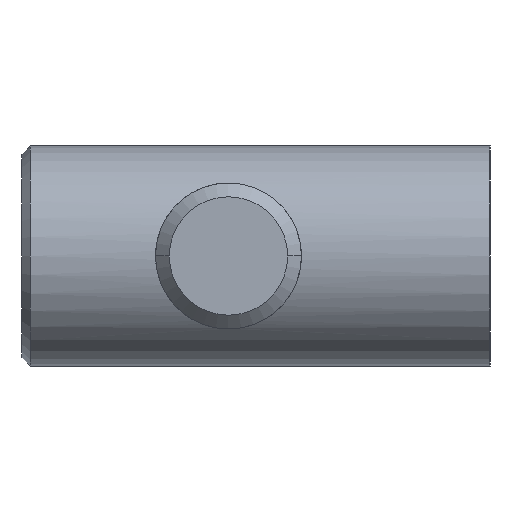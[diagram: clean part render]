
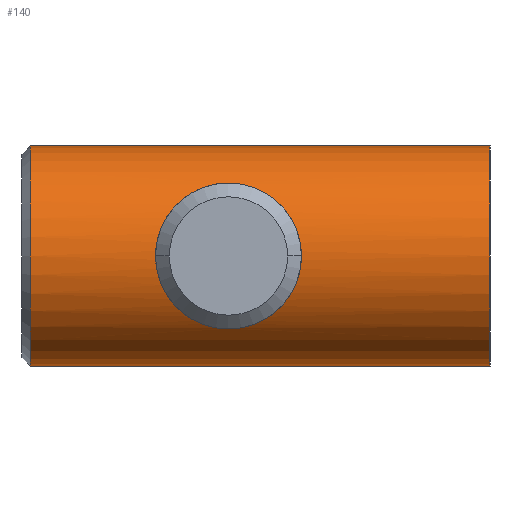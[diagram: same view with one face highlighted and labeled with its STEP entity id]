
A CAD part, left-side view. The second image highlights one B-rep face of the part: STEP entity #140.
In plain terms, the highlighted cylindrical face has radius 4 mm (diameter 8 mm), a partial arc.
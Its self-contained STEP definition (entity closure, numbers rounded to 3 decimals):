
#18 = CIRCLE ( 'NONE', #852, 4. ) ;
#36 = VERTEX_POINT ( 'NONE', #1110 ) ;
#65 = CARTESIAN_POINT ( 'NONE',  ( -13.94, 2.559, -0.71 ) ) ;
#82 = CARTESIAN_POINT ( 'NONE',  ( -10., 7.2, 0. ) ) ;
#140 = ADVANCED_FACE ( 'NONE', ( #1320, #1844 ), #948, .T. ) ;
#156 = CARTESIAN_POINT ( 'NONE',  ( -13.94, -2.559, 0.711 ) ) ;
#178 = VECTOR ( 'NONE', #999, 1000. ) ;
#193 = CARTESIAN_POINT ( 'NONE',  ( -13.594, -1.987, -1.761 ) ) ;
#202 = EDGE_CURVE ( 'NONE', #1927, #1411, #1124, .T. ) ;
#209 = B_SPLINE_CURVE_WITH_KNOTS ( 'NONE', 3,
 ( #1220, #1398, #334, #1576, #509, #1373, #843, #1765, #1015, #693, #1041, #1226, #156, #1379, #1956, #1948, #1406, #514, #2107, #1269, #1963, #903, #193, #1809, #1623, #1973, #1445, #888, #1791, #707 ),
 .UNSPECIFIED., .F., .F.,
 ( 4, 2, 2, 2, 2, 2, 2, 2, 2, 2, 2, 2, 2, 2, 4 ),
 ( 0.017, 0.017, 0.018, 0.019, 0.019, 0.02, 0.021, 0.021, 0.022, 0.022, 0.023, 0.023, 0.024, 0.025, 0.026 ),
 .UNSPECIFIED. ) ;
#256 = CARTESIAN_POINT ( 'NONE',  ( -13.778, 2.304, 1.356 ) ) ;
#260 = CARTESIAN_POINT ( 'NONE',  ( -10., -9.5, -4. ) ) ;
#287 = CARTESIAN_POINT ( 'NONE',  ( -13.988, 2.632, 0.355 ) ) ;
#334 = CARTESIAN_POINT ( 'NONE',  ( -13.013, -0.362, 2.631 ) ) ;
#412 = ORIENTED_EDGE ( 'NONE', *, *, #1853, .T. ) ;
#433 = CARTESIAN_POINT ( 'NONE',  ( -12.996, 0., 2.65 ) ) ;
#436 = CARTESIAN_POINT ( 'NONE',  ( -10., -9.5, 4. ) ) ;
#451 = CARTESIAN_POINT ( 'NONE',  ( -13.907, 2.508, 0.873 ) ) ;
#466 = CARTESIAN_POINT ( 'NONE',  ( -13.221, 1.192, 2.373 ) ) ;
#476 = EDGE_CURVE ( 'NONE', #36, #1221, #209, .T. ) ;
#483 = CARTESIAN_POINT ( 'NONE',  ( -10., 7.2, -4. ) ) ;
#509 = CARTESIAN_POINT ( 'NONE',  ( -13.117, -0.874, 2.508 ) ) ;
#514 = CARTESIAN_POINT ( 'NONE',  ( -13.941, -2.561, -0.704 ) ) ;
#624 = CARTESIAN_POINT ( 'NONE',  ( -14., 2.65, -0.186 ) ) ;
#640 = CARTESIAN_POINT ( 'NONE',  ( -13.28, 1.34, 2.293 ) ) ;
#651 = CARTESIAN_POINT ( 'NONE',  ( -13.656, 2.096, -1.63 ) ) ;
#693 = CARTESIAN_POINT ( 'NONE',  ( -13.657, -2.106, 1.642 ) ) ;
#707 = CARTESIAN_POINT ( 'NONE',  ( -12.996, 0., -2.65 ) ) ;
#785 = CARTESIAN_POINT ( 'NONE',  ( -13.074, 0.706, -2.56 ) ) ;
#798 = EDGE_CURVE ( 'NONE', #1927, #1875, #1949, .T. ) ;
#800 = CARTESIAN_POINT ( 'NONE',  ( -12.996, 0.182, 2.65 ) ) ;
#808 = CARTESIAN_POINT ( 'NONE',  ( -13.657, 2.107, 1.642 ) ) ;
#833 = DIRECTION ( 'NONE',  ( 0., 1., 0. ) ) ;
#843 = CARTESIAN_POINT ( 'NONE',  ( -13.28, -1.34, 2.293 ) ) ;
#852 = AXIS2_PLACEMENT_3D ( 'NONE', #1193, #833, #2287 ) ;
#858 = ORIENTED_EDGE ( 'NONE', *, *, #202, .F. ) ;
#888 = CARTESIAN_POINT ( 'NONE',  ( -13.013, -0.359, -2.632 ) ) ;
#903 = CARTESIAN_POINT ( 'NONE',  ( -13.656, -2.097, -1.63 ) ) ;
#948 = CYLINDRICAL_SURFACE ( 'NONE', #2207, 4. ) ;
#965 = CARTESIAN_POINT ( 'NONE',  ( -13.82, 2.37, -1.199 ) ) ;
#999 = DIRECTION ( 'NONE',  ( 0., -1., 0. ) ) ;
#1015 = CARTESIAN_POINT ( 'NONE',  ( -13.469, -1.751, 1.996 ) ) ;
#1041 = CARTESIAN_POINT ( 'NONE',  ( -13.778, -2.303, 1.356 ) ) ;
#1100 = AXIS2_PLACEMENT_3D ( 'NONE', #82, #1143, #1697 ) ;
#1110 = CARTESIAN_POINT ( 'NONE',  ( -12.996, 0., 2.65 ) ) ;
#1124 = LINE ( 'NONE', #2096, #178 ) ;
#1143 = DIRECTION ( 'NONE',  ( 0., -1., 0. ) ) ;
#1193 = CARTESIAN_POINT ( 'NONE',  ( -10., -9.5, 0. ) ) ;
#1201 = VECTOR ( 'NONE', #2073, 1000. ) ;
#1220 = CARTESIAN_POINT ( 'NONE',  ( -12.996, 0., 2.65 ) ) ;
#1221 = VERTEX_POINT ( 'NONE', #1295 ) ;
#1226 = CARTESIAN_POINT ( 'NONE',  ( -13.905, -2.506, 0.88 ) ) ;
#1269 = CARTESIAN_POINT ( 'NONE',  ( -13.821, -2.371, -1.196 ) ) ;
#1295 = CARTESIAN_POINT ( 'NONE',  ( -12.996, 0., -2.65 ) ) ;
#1320 = FACE_OUTER_BOUND ( 'NONE', #1688, .T. ) ;
#1329 = ORIENTED_EDGE ( 'NONE', *, *, #798, .T. ) ;
#1334 = CARTESIAN_POINT ( 'NONE',  ( -13.118, 0.875, -2.507 ) ) ;
#1344 = CARTESIAN_POINT ( 'NONE',  ( -13.905, 2.505, -0.881 ) ) ;
#1355 = CARTESIAN_POINT ( 'NONE',  ( -13.013, 0.36, -2.631 ) ) ;
#1373 = CARTESIAN_POINT ( 'NONE',  ( -13.221, -1.191, 2.373 ) ) ;
#1379 = CARTESIAN_POINT ( 'NONE',  ( -13.988, -2.631, 0.361 ) ) ;
#1387 = CARTESIAN_POINT ( 'NONE',  ( -10., 7.2, 4. ) ) ;
#1398 = CARTESIAN_POINT ( 'NONE',  ( -12.996, -0.182, 2.65 ) ) ;
#1406 = CARTESIAN_POINT ( 'NONE',  ( -13.988, -2.632, -0.356 ) ) ;
#1411 = VERTEX_POINT ( 'NONE', #436 ) ;
#1445 = CARTESIAN_POINT ( 'NONE',  ( -13.074, -0.708, -2.56 ) ) ;
#1505 = CARTESIAN_POINT ( 'NONE',  ( -13.074, 0.707, 2.56 ) ) ;
#1511 = CARTESIAN_POINT ( 'NONE',  ( -12.996, 0., -2.65 ) ) ;
#1519 = CARTESIAN_POINT ( 'NONE',  ( -13.272, 1.348, -2.307 ) ) ;
#1538 = CARTESIAN_POINT ( 'NONE',  ( -13.942, 2.561, 0.702 ) ) ;
#1576 = CARTESIAN_POINT ( 'NONE',  ( -13.074, -0.706, 2.56 ) ) ;
#1623 = CARTESIAN_POINT ( 'NONE',  ( -13.271, -1.347, -2.308 ) ) ;
#1675 = DIRECTION ( 'NONE',  ( 0., -1., 0. ) ) ;
#1679 = CARTESIAN_POINT ( 'NONE',  ( -13.013, 0.36, 2.631 ) ) ;
#1681 = CARTESIAN_POINT ( 'NONE',  ( -10., -9.5, 0. ) ) ;
#1688 = EDGE_LOOP ( 'NONE', ( #858, #1329, #1756, #412 ) ) ;
#1690 = CARTESIAN_POINT ( 'NONE',  ( -13.594, 1.987, -1.761 ) ) ;
#1697 = DIRECTION ( 'NONE',  ( 0., 0., -1. ) ) ;
#1709 = CARTESIAN_POINT ( 'NONE',  ( -13.405, 1.631, -2.115 ) ) ;
#1717 = CARTESIAN_POINT ( 'NONE',  ( -13.987, 2.631, -0.362 ) ) ;
#1756 = ORIENTED_EDGE ( 'NONE', *, *, #2147, .T. ) ;
#1765 = CARTESIAN_POINT ( 'NONE',  ( -13.404, -1.62, 2.104 ) ) ;
#1771 = EDGE_CURVE ( 'NONE', #1221, #36, #1975, .T. ) ;
#1791 = CARTESIAN_POINT ( 'NONE',  ( -12.996, -0.181, -2.65 ) ) ;
#1809 = CARTESIAN_POINT ( 'NONE',  ( -13.405, -1.63, -2.116 ) ) ;
#1844 = FACE_BOUND ( 'NONE', #2023, .T. ) ;
#1853 = EDGE_CURVE ( 'NONE', #2014, #1411, #18, .T. ) ;
#1875 = VERTEX_POINT ( 'NONE', #483 ) ;
#1879 = CARTESIAN_POINT ( 'NONE',  ( -13.469, 1.751, 1.996 ) ) ;
#1882 = CARTESIAN_POINT ( 'NONE',  ( -13.404, 1.619, 2.104 ) ) ;
#1891 = CARTESIAN_POINT ( 'NONE',  ( -12.996, 0.181, -2.65 ) ) ;
#1927 = VERTEX_POINT ( 'NONE', #1387 ) ;
#1948 = CARTESIAN_POINT ( 'NONE',  ( -14., -2.65, -0.174 ) ) ;
#1949 = CIRCLE ( 'NONE', #1100, 4. ) ;
#1956 = CARTESIAN_POINT ( 'NONE',  ( -14., -2.65, 0.184 ) ) ;
#1963 = CARTESIAN_POINT ( 'NONE',  ( -13.769, -2.288, -1.347 ) ) ;
#1973 = CARTESIAN_POINT ( 'NONE',  ( -13.118, -0.875, -2.507 ) ) ;
#1975 = B_SPLINE_CURVE_WITH_KNOTS ( 'NONE', 3,
 ( #1511, #1891, #1355, #785, #1334, #1519, #1709, #1690, #651, #2047, #965, #1344, #65, #1717, #624, #2067, #287, #1538, #451, #256, #808, #1879, #1882, #640, #466, #2056, #1505, #1679, #800, #433 ),
 .UNSPECIFIED., .F., .F.,
 ( 4, 2, 2, 2, 2, 2, 2, 2, 2, 2, 2, 2, 2, 2, 4 ),
 ( 0.008, 0.009, 0.009, 0.011, 0.011, 0.012, 0.012, 0.013, 0.013, 0.014, 0.015, 0.015, 0.016, 0.016, 0.017 ),
 .UNSPECIFIED. ) ;
#2014 = VERTEX_POINT ( 'NONE', #2371 ) ;
#2023 = EDGE_LOOP ( 'NONE', ( #2237, #2123 ) ) ;
#2047 = CARTESIAN_POINT ( 'NONE',  ( -13.769, 2.288, -1.348 ) ) ;
#2056 = CARTESIAN_POINT ( 'NONE',  ( -13.118, 0.877, 2.507 ) ) ;
#2067 = CARTESIAN_POINT ( 'NONE',  ( -14., 2.65, 0.173 ) ) ;
#2073 = DIRECTION ( 'NONE',  ( 0., -1., 0. ) ) ;
#2096 = CARTESIAN_POINT ( 'NONE',  ( -10., -9.5, 4. ) ) ;
#2107 = CARTESIAN_POINT ( 'NONE',  ( -13.907, -2.508, -0.874 ) ) ;
#2123 = ORIENTED_EDGE ( 'NONE', *, *, #1771, .T. ) ;
#2147 = EDGE_CURVE ( 'NONE', #1875, #2014, #2330, .T. ) ;
#2207 = AXIS2_PLACEMENT_3D ( 'NONE', #1681, #1675, #2231 ) ;
#2231 = DIRECTION ( 'NONE',  ( 0., 0., -1. ) ) ;
#2237 = ORIENTED_EDGE ( 'NONE', *, *, #476, .T. ) ;
#2287 = DIRECTION ( 'NONE',  ( 0., 0., -1. ) ) ;
#2330 = LINE ( 'NONE', #260, #1201 ) ;
#2371 = CARTESIAN_POINT ( 'NONE',  ( -10., -9.5, -4. ) ) ;
